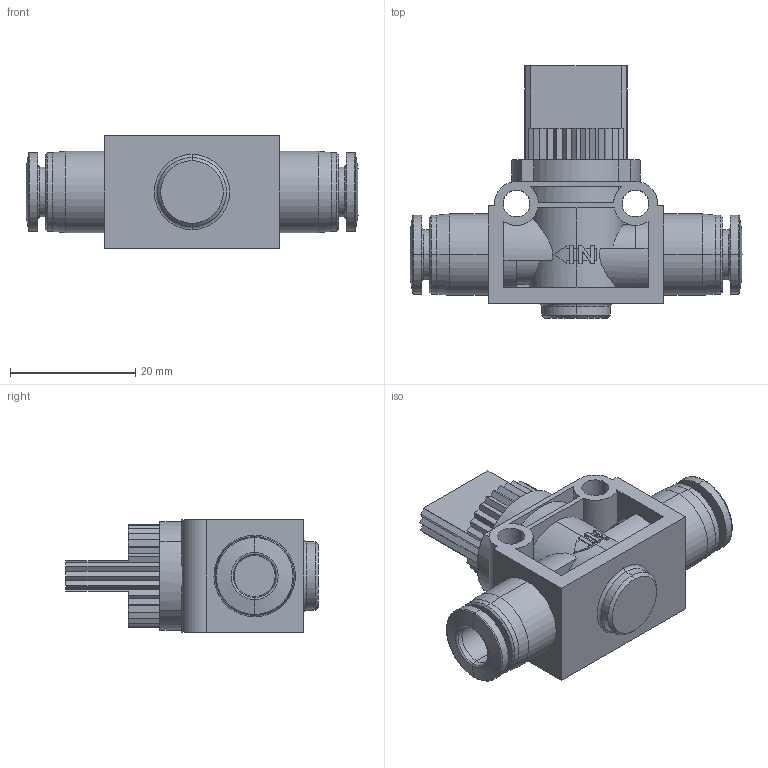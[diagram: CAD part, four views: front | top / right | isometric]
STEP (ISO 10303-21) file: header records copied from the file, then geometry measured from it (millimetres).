
FILE_DESCRIPTION (( 'STEP AP214' ), '1' );
FILE_NAME ('HVU14.step', '2016-02-24T20:38:39', ( '' ), ( '' ), 'SwSTEP 2.0', 'SolidWorks 2015', '' );
FILE_SCHEMA (( 'AUTOMOTIVE_DESIGN' ));
Length unit declared in the file: inch
Products named in the file (1): HVU14
Bounding box: 53 x 40.3 x 18 mm (x, y, z)
Volume: 11908.9 mm3; surface area: 7131.2 mm2
Topology: 1 solids, 1 shells, 286 faces, 772 edges, 502 vertices
Faces by surface type: plane 173, cylinder 77, cone 18, torus 10, bspline 8
Entity records: 13259 total; most frequent: CARTESIAN_POINT 2236, ORIENTED_EDGE 1544, DIRECTION 1500, EDGE_CURVE 772, LINE 508, VECTOR 508, VERTEX_POINT 502, AXIS2_PLACEMENT_3D 496
